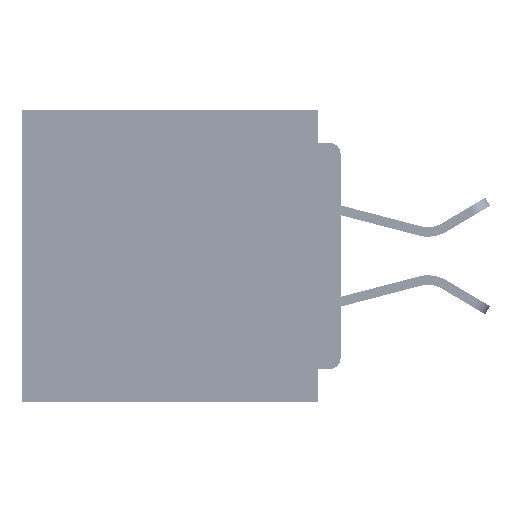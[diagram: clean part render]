
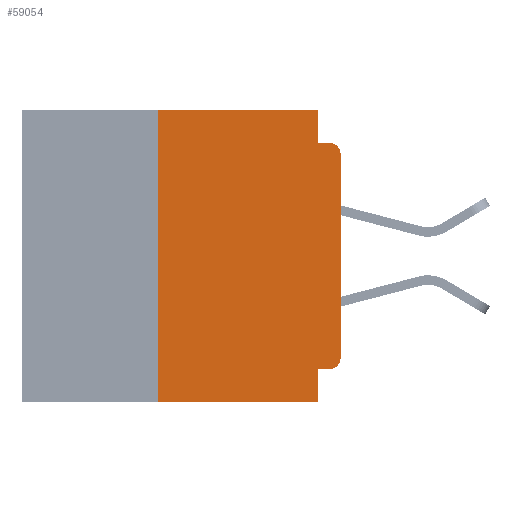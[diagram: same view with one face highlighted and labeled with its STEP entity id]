
A CAD part, left-side view. The second image highlights one B-rep face of the part: STEP entity #59054.
In plain terms, the highlighted planar face has unit normal (-1, 0, 0).
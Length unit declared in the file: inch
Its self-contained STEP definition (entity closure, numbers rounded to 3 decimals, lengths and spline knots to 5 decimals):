
#851 = VERTEX_POINT ( 'NONE', #30479 ) ;
#1035 = EDGE_CURVE ( 'NONE', #21705, #59519, #48451, .T. ) ;
#1339 = EDGE_CURVE ( 'NONE', #15688, #9981, #44408, .T. ) ;
#5013 = CARTESIAN_POINT ( 'NONE',  ( 0., 0., -0.355 ) ) ;
#5263 = LINE ( 'NONE', #40914, #58205 ) ;
#5739 = DIRECTION ( 'NONE',  ( 0., -1., 0. ) ) ;
#6171 = CARTESIAN_POINT ( 'NONE',  ( 0., 0.031, -0.355 ) ) ;
#6432 = DIRECTION ( 'NONE',  ( -1., 0., 0. ) ) ;
#7574 = VERTEX_POINT ( 'NONE', #34316 ) ;
#8218 = EDGE_CURVE ( 'NONE', #851, #65793, #41548, .T. ) ;
#8341 = VERTEX_POINT ( 'NONE', #6171 ) ;
#9556 = LINE ( 'NONE', #13695, #60852 ) ;
#9981 = VERTEX_POINT ( 'NONE', #45470 ) ;
#10242 = CARTESIAN_POINT ( 'NONE',  ( 0., 0.437, 0. ) ) ;
#13695 = CARTESIAN_POINT ( 'NONE',  ( 0., 0.437, -0.4 ) ) ;
#15212 = DIRECTION ( 'NONE',  ( -1., 0., 0. ) ) ;
#15688 = VERTEX_POINT ( 'NONE', #43509 ) ;
#15777 = CARTESIAN_POINT ( 'NONE',  ( 0., 0., -0.045 ) ) ;
#16731 = CARTESIAN_POINT ( 'NONE',  ( 0., 0.25, -0.4 ) ) ;
#17406 = VECTOR ( 'NONE', #20934, 39.37008 ) ;
#17886 = DIRECTION ( 'NONE',  ( 0., 0., -1. ) ) ;
#19017 = LINE ( 'NONE', #15777, #17406 ) ;
#20036 = VERTEX_POINT ( 'NONE', #27105 ) ;
#20373 = DIRECTION ( 'NONE',  ( 1., 0., 0. ) ) ;
#20934 = DIRECTION ( 'NONE',  ( 0., -1., 0. ) ) ;
#21705 = VERTEX_POINT ( 'NONE', #41430 ) ;
#21791 = ORIENTED_EDGE ( 'NONE', *, *, #24113, .T. ) ;
#22933 = EDGE_CURVE ( 'NONE', #9981, #65793, #19017, .T. ) ;
#24112 = LINE ( 'NONE', #16731, #49715 ) ;
#24113 = EDGE_CURVE ( 'NONE', #59519, #851, #5263, .T. ) ;
#24226 = ORIENTED_EDGE ( 'NONE', *, *, #31167, .F. ) ;
#25136 = CARTESIAN_POINT ( 'NONE',  ( 0., 0.015, -0.045 ) ) ;
#25312 = CARTESIAN_POINT ( 'NONE',  ( 0., 0.031, 0. ) ) ;
#25490 = DIRECTION ( 'NONE',  ( 0., 1., 0. ) ) ;
#25500 = VECTOR ( 'NONE', #17886, 39.37008 ) ;
#26215 = CARTESIAN_POINT ( 'NONE',  ( 0., 0.437, 0. ) ) ;
#26829 = DIRECTION ( 'NONE',  ( 0., 0., 1. ) ) ;
#27105 = CARTESIAN_POINT ( 'NONE',  ( 0., 0.25, 0. ) ) ;
#28525 = EDGE_CURVE ( 'NONE', #20036, #15688, #57228, .T. ) ;
#30224 = ORIENTED_EDGE ( 'NONE', *, *, #38718, .T. ) ;
#30423 = DIRECTION ( 'NONE',  ( 0., 0., -1. ) ) ;
#30479 = CARTESIAN_POINT ( 'NONE',  ( 0., 0., -0.06 ) ) ;
#31167 = EDGE_CURVE ( 'NONE', #8341, #7574, #39086, .T. ) ;
#32509 = ORIENTED_EDGE ( 'NONE', *, *, #62416, .F. ) ;
#33980 = CARTESIAN_POINT ( 'NONE',  ( 0., 0., -0.34 ) ) ;
#34316 = CARTESIAN_POINT ( 'NONE',  ( 0., 0.031, -0.4 ) ) ;
#35194 = ORIENTED_EDGE ( 'NONE', *, *, #22933, .F. ) ;
#36004 = EDGE_CURVE ( 'NONE', #46320, #20036, #24112, .T. ) ;
#37207 = CARTESIAN_POINT ( 'NONE',  ( 0., 0.015, -0.34 ) ) ;
#38530 = AXIS2_PLACEMENT_3D ( 'NONE', #45906, #15212, #51039 ) ;
#38718 = EDGE_CURVE ( 'NONE', #46320, #7574, #9556, .T. ) ;
#39086 = LINE ( 'NONE', #48568, #25500 ) ;
#40914 = CARTESIAN_POINT ( 'NONE',  ( 0., 0., 0. ) ) ;
#41430 = CARTESIAN_POINT ( 'NONE',  ( 0., 0.015, -0.355 ) ) ;
#41548 = CIRCLE ( 'NONE', #38530, 0.015 ) ;
#41798 = ORIENTED_EDGE ( 'NONE', *, *, #36004, .F. ) ;
#42073 = ORIENTED_EDGE ( 'NONE', *, *, #8218, .T. ) ;
#42302 = DIRECTION ( 'NONE',  ( 0., 0., -1. ) ) ;
#42777 = VECTOR ( 'NONE', #30423, 39.37008 ) ;
#43509 = CARTESIAN_POINT ( 'NONE',  ( 0., 0.031, 0. ) ) ;
#44408 = LINE ( 'NONE', #25312, #42777 ) ;
#44721 = FACE_OUTER_BOUND ( 'NONE', #50388, .T. ) ;
#44963 = CARTESIAN_POINT ( 'NONE',  ( 0., 0.25, -0.4 ) ) ;
#45470 = CARTESIAN_POINT ( 'NONE',  ( 0., 0.031, -0.045 ) ) ;
#45755 = VECTOR ( 'NONE', #25490, 39.37008 ) ;
#45906 = CARTESIAN_POINT ( 'NONE',  ( 0., 0.015, -0.06 ) ) ;
#46320 = VERTEX_POINT ( 'NONE', #44963 ) ;
#47330 = ORIENTED_EDGE ( 'NONE', *, *, #28525, .F. ) ;
#47854 = ORIENTED_EDGE ( 'NONE', *, *, #1339, .F. ) ;
#48142 = AXIS2_PLACEMENT_3D ( 'NONE', #10242, #20373, #56396 ) ;
#48451 = CIRCLE ( 'NONE', #57912, 0.015 ) ;
#48568 = CARTESIAN_POINT ( 'NONE',  ( 0., 0.031, -0.4 ) ) ;
#49715 = VECTOR ( 'NONE', #26829, 39.37008 ) ;
#50388 = EDGE_LOOP ( 'NONE', ( #21791, #42073, #35194, #47854, #47330, #41798, #30224, #24226, #32509, #54441 ) ) ;
#51039 = DIRECTION ( 'NONE',  ( 0., 0., -1. ) ) ;
#51279 = PLANE ( 'NONE',  #48142 ) ;
#54441 = ORIENTED_EDGE ( 'NONE', *, *, #1035, .T. ) ;
#55614 = VECTOR ( 'NONE', #5739, 39.37008 ) ;
#56396 = DIRECTION ( 'NONE',  ( 0., 0., -1. ) ) ;
#57228 = LINE ( 'NONE', #26215, #55614 ) ;
#57912 = AXIS2_PLACEMENT_3D ( 'NONE', #37207, #6432, #42302 ) ;
#58205 = VECTOR ( 'NONE', #61511, 39.37008 ) ;
#59054 = ADVANCED_FACE ( 'NONE', ( #44721 ), #51279, .F. ) ;
#59343 = LINE ( 'NONE', #5013, #45755 ) ;
#59519 = VERTEX_POINT ( 'NONE', #33980 ) ;
#59829 = DIRECTION ( 'NONE',  ( 0., -1., 0. ) ) ;
#60852 = VECTOR ( 'NONE', #59829, 39.37008 ) ;
#61511 = DIRECTION ( 'NONE',  ( 0., 0., 1. ) ) ;
#62416 = EDGE_CURVE ( 'NONE', #21705, #8341, #59343, .T. ) ;
#65793 = VERTEX_POINT ( 'NONE', #25136 ) ;
